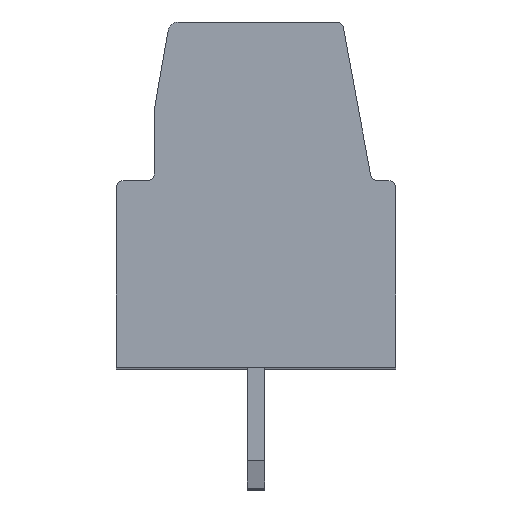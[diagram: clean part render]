
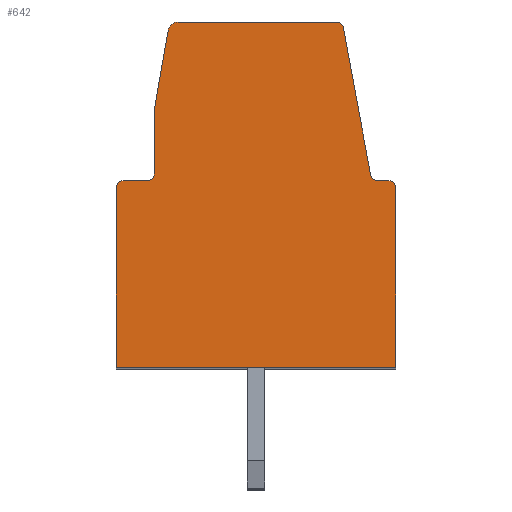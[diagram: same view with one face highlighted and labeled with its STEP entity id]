
A CAD part, top view. The second image highlights one B-rep face of the part: STEP entity #642.
In plain terms, the highlighted planar face has unit normal (0, 0, 1).
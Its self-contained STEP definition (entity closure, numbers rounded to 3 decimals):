
#642 = ADVANCED_FACE( '', ( #1446 ), #1447, .F. );
#1446 = FACE_OUTER_BOUND( '', #2442, .T. );
#1447 = PLANE( '', #2443 );
#2442 = EDGE_LOOP( '', ( #4216, #4217, #4218, #4219, #4220, #4221, #4222, #4223, #4224, #4225, #4226, #4227, #4228, #4229, #4230 ) );
#2443 = AXIS2_PLACEMENT_3D( '', #4231, #4232, #4233 );
#4216 = ORIENTED_EDGE( '', *, *, #6691, .T. );
#4217 = ORIENTED_EDGE( '', *, *, #6082, .T. );
#4218 = ORIENTED_EDGE( '', *, *, #6453, .F. );
#4219 = ORIENTED_EDGE( '', *, *, #6692, .T. );
#4220 = ORIENTED_EDGE( '', *, *, #6137, .T. );
#4221 = ORIENTED_EDGE( '', *, *, #6550, .T. );
#4222 = ORIENTED_EDGE( '', *, *, #6693, .T. );
#4223 = ORIENTED_EDGE( '', *, *, #6215, .T. );
#4224 = ORIENTED_EDGE( '', *, *, #6694, .F. );
#4225 = ORIENTED_EDGE( '', *, *, #6695, .T. );
#4226 = ORIENTED_EDGE( '', *, *, #6696, .F. );
#4227 = ORIENTED_EDGE( '', *, *, #6697, .T. );
#4228 = ORIENTED_EDGE( '', *, *, #6698, .T. );
#4229 = ORIENTED_EDGE( '', *, *, #6688, .T. );
#4230 = ORIENTED_EDGE( '', *, *, #6334, .F. );
#4231 = CARTESIAN_POINT( '', ( 0.81, -4.4, 0. ) );
#4232 = DIRECTION( '', ( 0., 0., -1. ) );
#4233 = DIRECTION( '', ( 0., -1., 0. ) );
#6082 = EDGE_CURVE( '', #7291, #7289, #7292, .T. );
#6137 = EDGE_CURVE( '', #7381, #7385, #7387, .T. );
#6215 = EDGE_CURVE( '', #7524, #7522, #7525, .T. );
#6334 = EDGE_CURVE( '', #7732, #7734, #7735, .T. );
#6453 = EDGE_CURVE( '', #7931, #7289, #7933, .T. );
#6550 = EDGE_CURVE( '', #7385, #8084, #8085, .T. );
#6688 = EDGE_CURVE( '', #8293, #7734, #8294, .T. );
#6691 = EDGE_CURVE( '', #7732, #7291, #8297, .T. );
#6692 = EDGE_CURVE( '', #7931, #7381, #8298, .T. );
#6693 = EDGE_CURVE( '', #8084, #7524, #8299, .T. );
#6694 = EDGE_CURVE( '', #8300, #7522, #8301, .T. );
#6695 = EDGE_CURVE( '', #8300, #8302, #8303, .T. );
#6696 = EDGE_CURVE( '', #8304, #8302, #8305, .T. );
#6697 = EDGE_CURVE( '', #8304, #8306, #8307, .T. );
#6698 = EDGE_CURVE( '', #8306, #8293, #8308, .T. );
#7289 = VERTEX_POINT( '', #9045 );
#7291 = VERTEX_POINT( '', #9048 );
#7292 = LINE( '', #9049, #9050 );
#7381 = VERTEX_POINT( '', #9179 );
#7385 = VERTEX_POINT( '', #9184 );
#7387 = CIRCLE( '', #9187, 0.2 );
#7522 = VERTEX_POINT( '', #9385 );
#7524 = VERTEX_POINT( '', #9388 );
#7525 = LINE( '', #9389, #9390 );
#7732 = VERTEX_POINT( '', #9685 );
#7734 = VERTEX_POINT( '', #9688 );
#7735 = CIRCLE( '', #9689, 0.3 );
#7931 = VERTEX_POINT( '', #9978 );
#7933 = CIRCLE( '', #9981, 0.2 );
#8084 = VERTEX_POINT( '', #10200 );
#8085 = LINE( '', #10201, #10202 );
#8293 = VERTEX_POINT( '', #10510 );
#8294 = LINE( '', #10511, #10512 );
#8297 = LINE( '', #10516, #10517 );
#8298 = LINE( '', #10518, #10519 );
#8299 = LINE( '', #10520, #10521 );
#8300 = VERTEX_POINT( '', #10522 );
#8301 = CIRCLE( '', #10523, 0.2 );
#8302 = VERTEX_POINT( '', #10524 );
#8303 = LINE( '', #10525, #10526 );
#8304 = VERTEX_POINT( '', #10527 );
#8305 = CIRCLE( '', #10528, 0.2 );
#8306 = VERTEX_POINT( '', #10529 );
#8307 = LINE( '', #10530, #10531 );
#8308 = CIRCLE( '', #10532, 0.2 );
#9045 = CARTESIAN_POINT( '', ( -7., 5.6, 0. ) );
#9048 = CARTESIAN_POINT( '', ( -7., 7.448, 0. ) );
#9049 = CARTESIAN_POINT( '', ( -7., -18.438, 0. ) );
#9050 = VECTOR( '', #11430, 1000. );
#9179 = CARTESIAN_POINT( '', ( -7.9, 5.4, 0. ) );
#9184 = CARTESIAN_POINT( '', ( -8.1, 5.2, 0. ) );
#9187 = AXIS2_PLACEMENT_3D( '', #11476, #11477, #11478 );
#9385 = CARTESIAN_POINT( '', ( 0., 5.2, 0. ) );
#9388 = CARTESIAN_POINT( '', ( 0., 0., 0. ) );
#9389 = CARTESIAN_POINT( '', ( 0., -18.438, 0. ) );
#9390 = VECTOR( '', #11549, 1000. );
#9685 = CARTESIAN_POINT( '', ( -6.594, 9.752, 0. ) );
#9688 = CARTESIAN_POINT( '', ( -6.298, 10., 0. ) );
#9689 = AXIS2_PLACEMENT_3D( '', #11678, #11679, #11680 );
#9978 = CARTESIAN_POINT( '', ( -7.2, 5.4, 0. ) );
#9981 = AXIS2_PLACEMENT_3D( '', #11790, #11791, #11792 );
#10200 = CARTESIAN_POINT( '', ( -8.1, 0., 0. ) );
#10201 = CARTESIAN_POINT( '', ( -8.1, -18.438, 0. ) );
#10202 = VECTOR( '', #11879, 1000. );
#10510 = CARTESIAN_POINT( '', ( -1.716, 10., 0. ) );
#10511 = CARTESIAN_POINT( '', ( -16.414, 10., 0. ) );
#10512 = VECTOR( '', #12007, 1000. );
#10516 = CARTESIAN_POINT( '', ( -11.564, -18.438, 0. ) );
#10517 = VECTOR( '', #12009, 1000. );
#10518 = CARTESIAN_POINT( '', ( -16.414, 5.4, 0. ) );
#10519 = VECTOR( '', #12010, 1000. );
#10520 = CARTESIAN_POINT( '', ( -16.414, 0., 0. ) );
#10521 = VECTOR( '', #12011, 1000. );
#10522 = CARTESIAN_POINT( '', ( -0.2, 5.4, 0. ) );
#10523 = AXIS2_PLACEMENT_3D( '', #12012, #12013, #12014 );
#10524 = CARTESIAN_POINT( '', ( -0.531, 5.4, 0. ) );
#10525 = CARTESIAN_POINT( '', ( -16.414, 5.4, 0. ) );
#10526 = VECTOR( '', #12015, 1000. );
#10527 = CARTESIAN_POINT( '', ( -0.728, 5.564, 0. ) );
#10528 = AXIS2_PLACEMENT_3D( '', #12016, #12017, #12018 );
#10529 = CARTESIAN_POINT( '', ( -1.52, 9.836, 0. ) );
#10530 = CARTESIAN_POINT( '', ( 3.721, -18.438, 0. ) );
#10531 = VECTOR( '', #12019, 1000. );
#10532 = AXIS2_PLACEMENT_3D( '', #12020, #12021, #12022 );
#11430 = DIRECTION( '', ( 0., -1., 0. ) );
#11476 = CARTESIAN_POINT( '', ( -7.9, 5.2, 0. ) );
#11477 = DIRECTION( '', ( 0., 0., 1. ) );
#11478 = DIRECTION( '', ( 1., 0., 0. ) );
#11549 = DIRECTION( '', ( 0., 1., 0. ) );
#11678 = CARTESIAN_POINT( '', ( -6.298, 9.7, 0. ) );
#11679 = DIRECTION( '', ( 0., 0., -1. ) );
#11680 = DIRECTION( '', ( -1., 0., 0. ) );
#11790 = CARTESIAN_POINT( '', ( -7.2, 5.6, 0. ) );
#11791 = DIRECTION( '', ( 0., 0., 1. ) );
#11792 = DIRECTION( '', ( 1., 0., 0. ) );
#11879 = DIRECTION( '', ( 0., -1., 0. ) );
#12007 = DIRECTION( '', ( -1., 0., 0. ) );
#12009 = DIRECTION( '', ( -0.174, -0.985, 0. ) );
#12010 = DIRECTION( '', ( -1., 0., 0. ) );
#12011 = DIRECTION( '', ( 1., 0., 0. ) );
#12012 = CARTESIAN_POINT( '', ( -0.2, 5.2, 0. ) );
#12013 = DIRECTION( '', ( 0., 0., -1. ) );
#12014 = DIRECTION( '', ( -1., 0., 0. ) );
#12015 = DIRECTION( '', ( -1., 0., 0. ) );
#12016 = CARTESIAN_POINT( '', ( -0.531, 5.6, 0. ) );
#12017 = DIRECTION( '', ( 0., 0., 1. ) );
#12018 = DIRECTION( '', ( 1., 0., 0. ) );
#12019 = DIRECTION( '', ( -0.182, 0.983, 0. ) );
#12020 = CARTESIAN_POINT( '', ( -1.716, 9.8, 0. ) );
#12021 = DIRECTION( '', ( 0., 0., 1. ) );
#12022 = DIRECTION( '', ( 1., 0., 0. ) );
